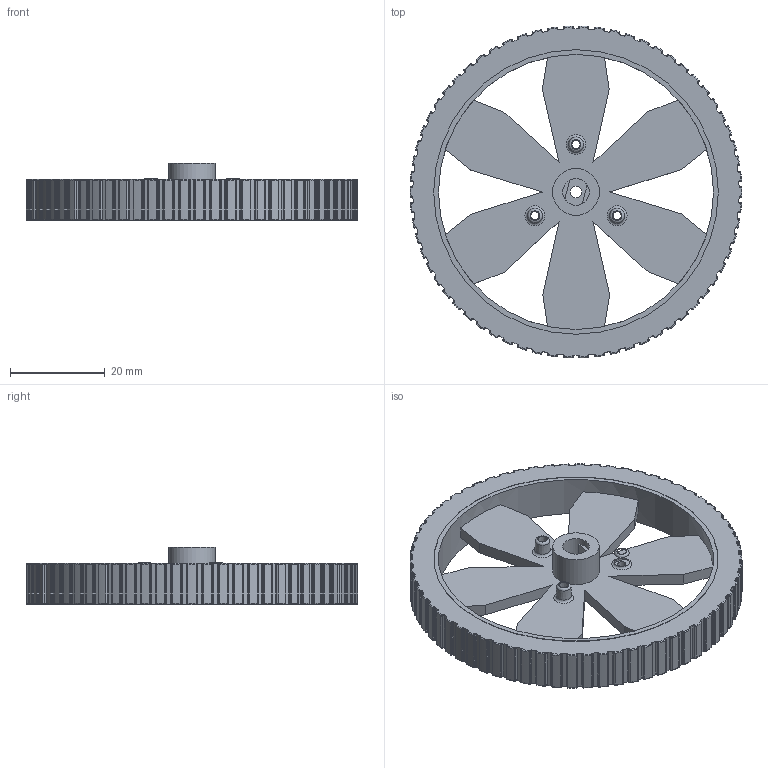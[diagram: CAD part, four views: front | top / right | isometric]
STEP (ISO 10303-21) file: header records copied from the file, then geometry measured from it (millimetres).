
FILE_DESCRIPTION(/* description */ (''),/* implementation_level */ '2;1');
FILE_NAME(/* name */ 'BO Wheel 7cm.stp',/* time_stamp */ '2024-01-24T15:09:38+05:30',/* author */ ('dhruv'),/* organization */ (''),/* preprocessor_version */ 'ST-DEVELOPER v20',/* originating_system */ 'Autodesk Inventor 2024',/* authorisation */ '');
FILE_SCHEMA (('AUTOMOTIVE_DESIGN { 1 0 10303 214 3 1 1 }'));
Length unit declared in the file: millimetre
Products named in the file (3): BO Wheel 7cm Dia; BO Wheels 7cm Dia; BO Wheels 7cm Dia_1
Assembly tree (2 placements, depth 2):
  BO Wheel 7cm Dia
    BO Wheels 7cm Dia
    BO Wheels 7cm Dia_1
Bounding box: 70 x 69.98 x 12.03 mm (x, y, z)
Volume: 14647.8 mm3; surface area: 15196.5 mm2
Topology: 2 solids, 2 shells, 1527 faces, 3490 edges, 1974 vertices
Faces by surface type: cylinder 609, torus 405, sphere 264, plane 243, cone 6
Full cylindrical faces by diameter (mm): 1.7 x3, 2.46 x1, 5.4 x1, 5.6 x1, 9.85 x1, 12 x1, 58 x1, 60 x4, 63.2 x2
Entity records: 43503 total; most frequent: CARTESIAN_POINT 8316, DIRECTION 8221, ORIENTED_EDGE 6980, EDGE_CURVE 3490, AXIS2_PLACEMENT_3D 3463, VERTEX_POINT 1974, CIRCLE 1931, EDGE_LOOP 1556
